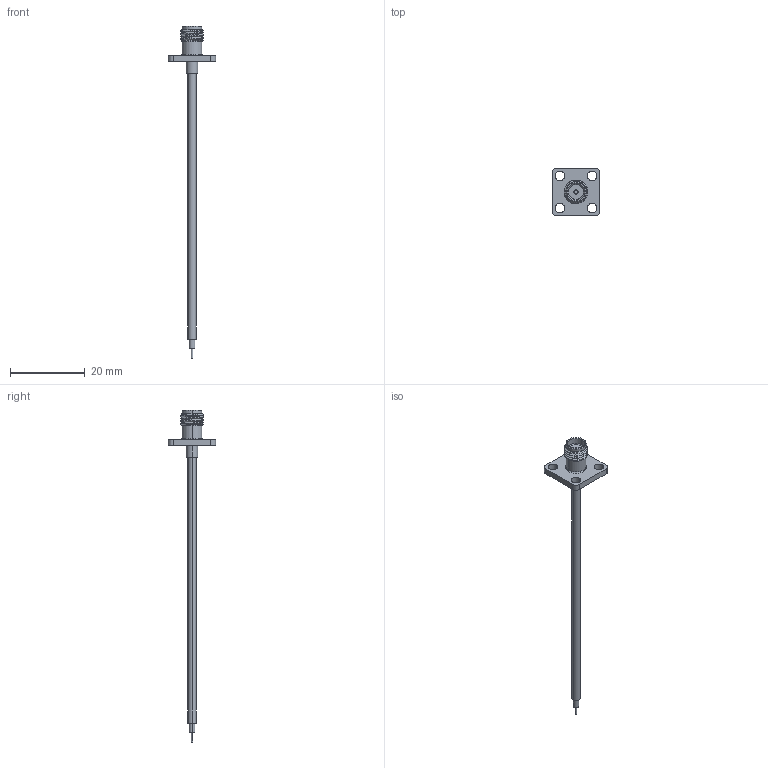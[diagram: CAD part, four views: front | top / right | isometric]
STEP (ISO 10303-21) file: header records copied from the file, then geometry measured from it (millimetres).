
FILE_DESCRIPTION (( 'STEP AP214' ), '1' );
FILE_NAME ('FMCA2396.step', '2021-07-12T16:18:33', ( '' ), ( '' ), 'SwSTEP 2.0', 'SolidWorks 2020', '' );
FILE_SCHEMA (( 'AUTOMOTIVE_DESIGN' ));
Length unit declared in the file: inch
Products named in the file (3): FMCN1739^FMCA2396_PHILIP; FMCA2396; FM-SR086TB^FMCA2396_Trimmed
Assembly tree (2 placements, depth 2):
  FMCA2396
    FM-SR086TB^FMCA2396_Trimmed
    FMCN1739^FMCA2396_PHILIP
Bounding box: 12.7 x 12.7 x 88.9 mm (x, y, z)
Volume: 660.1 mm3; surface area: 1190.9 mm2
Topology: 2 solids, 2 shells, 77 faces, 178 edges, 115 vertices
Faces by surface type: cylinder 40, plane 18, cone 14, bspline 3, torus 2
Entity records: 3313 total; most frequent: CARTESIAN_POINT 1418, DIRECTION 389, ORIENTED_EDGE 356, EDGE_CURVE 178, AXIS2_PLACEMENT_3D 163, VERTEX_POINT 115, EDGE_LOOP 95, CIRCLE 84
